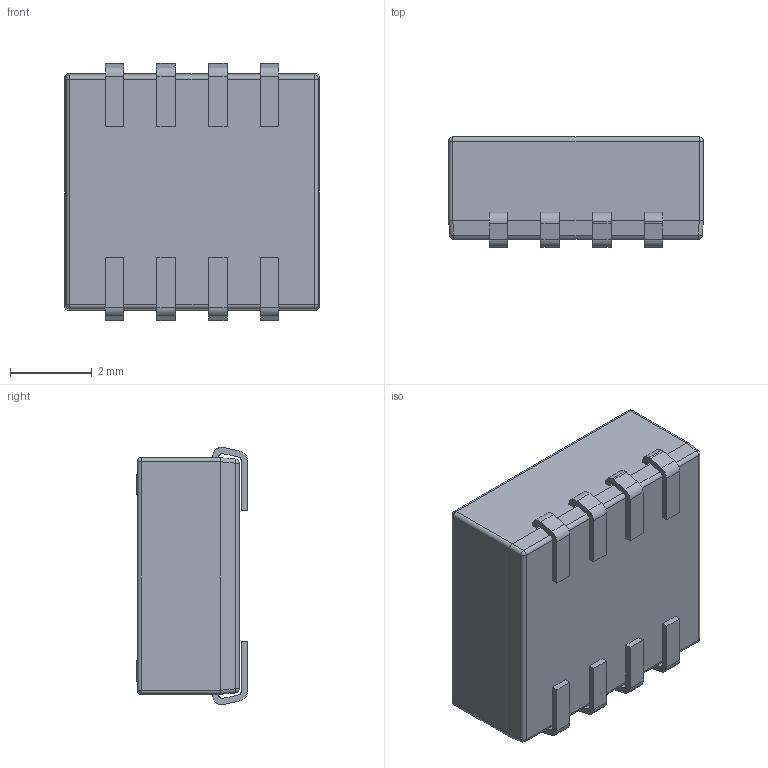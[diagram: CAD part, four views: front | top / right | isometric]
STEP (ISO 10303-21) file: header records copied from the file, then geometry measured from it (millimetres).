
FILE_DESCRIPTION (( 'STEP AP214' ), '1' );
FILE_NAME ('CTS-218-4LPSTJ.STEP', '2016-09-30T00:58:21', ( '' ), ( '' ), 'SwSTEP 2.0', 'SolidWorks 2016', '' );
FILE_SCHEMA (( 'AUTOMOTIVE_DESIGN' ));
Length unit declared in the file: millimetre
Products named in the file (1): CTS-218-4LPSTJ
Bounding box: 6.25 x 2.71 x 6.31 mm (x, y, z)
Volume: 89.2 mm3; surface area: 168.3 mm2
Topology: 1 solids, 1 shells, 313 faces, 829 edges, 534 vertices
Faces by surface type: plane 167, cylinder 72, bspline 66, sphere 8
Entity records: 15104 total; most frequent: CARTESIAN_POINT 5131, ORIENTED_EDGE 1642, DIRECTION 1269, EDGE_CURVE 821, LINE 565, VECTOR 565, VERTEX_POINT 534, AXIS2_PLACEMENT_3D 352
